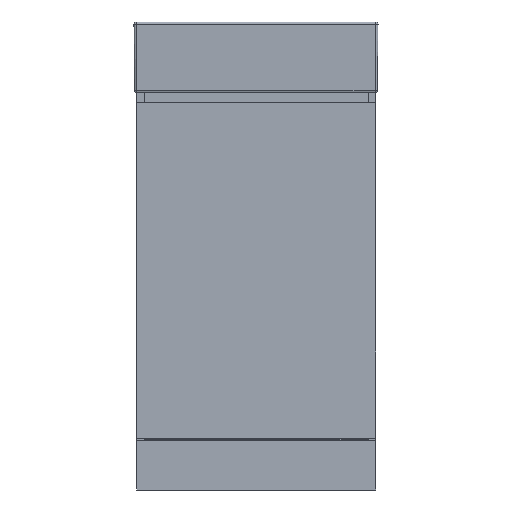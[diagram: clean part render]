
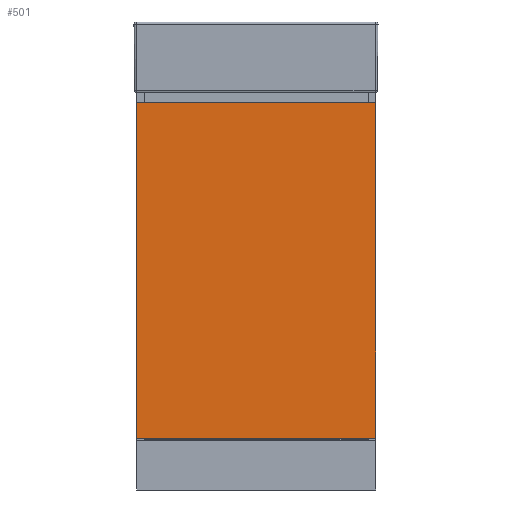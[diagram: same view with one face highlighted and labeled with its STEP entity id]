
A CAD part, front view. The second image highlights one B-rep face of the part: STEP entity #501.
In plain terms, the highlighted planar face has unit normal (0, -1, 0).
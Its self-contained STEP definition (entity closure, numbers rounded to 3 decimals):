
#501=ADVANCED_FACE('',(#2133),#23545,.T.);
#2133=FACE_OUTER_BOUND('',#3639,.T.);
#3639=EDGE_LOOP('',(#6645,#6646,#6647,#6648));
#6645=ORIENTED_EDGE('',*,*,#13329,.F.);
#6646=ORIENTED_EDGE('',*,*,#13335,.T.);
#6647=ORIENTED_EDGE('',*,*,#13336,.T.);
#6648=ORIENTED_EDGE('',*,*,#13332,.F.);
#13329=EDGE_CURVE('',#20651,#20652,#18485,.T.);
#13332=EDGE_CURVE('',#20652,#20653,#18488,.T.);
#13335=EDGE_CURVE('',#20651,#20655,#18491,.T.);
#13336=EDGE_CURVE('',#20655,#20653,#18492,.T.);
#18485=B_SPLINE_CURVE_WITH_KNOTS('',1,(#38842,#38843),.UNSPECIFIED.,.F.,
 .F.,(2,2),(-356.25,118.75),.UNSPECIFIED.);
#18488=B_SPLINE_CURVE_WITH_KNOTS('',1,(#38848,#38849),.UNSPECIFIED.,.F.,
 .F.,(2,2),(3.,687.),.UNSPECIFIED.);
#18491=B_SPLINE_CURVE_WITH_KNOTS('',1,(#38854,#38855),.UNSPECIFIED.,.F.,
 .F.,(2,2),(3.,687.),.UNSPECIFIED.);
#18492=B_SPLINE_CURVE_WITH_KNOTS('',1,(#38856,#38857),.UNSPECIFIED.,.F.,
 .F.,(2,2),(-356.25,118.75),.UNSPECIFIED.);
#20651=VERTEX_POINT('',#38790);
#20652=VERTEX_POINT('',#38791);
#20653=VERTEX_POINT('',#38792);
#20655=VERTEX_POINT('',#38794);
#23545=PLANE('',#24259);
#24259=AXIS2_PLACEMENT_3D('',#38780,#25341,$);
#25341=DIRECTION('',(0.,-1.,0.));
#38780=CARTESIAN_POINT('',(237.5,-235.,770.));
#38790=CARTESIAN_POINT('',(-237.5,-235.,770.));
#38791=CARTESIAN_POINT('',(237.5,-235.,770.));
#38792=CARTESIAN_POINT('',(237.5,-235.,103.));
#38794=CARTESIAN_POINT('',(-237.5,-235.,103.));
#38842=CARTESIAN_POINT('',(-237.5,-235.,770.));
#38843=CARTESIAN_POINT('',(237.5,-235.,770.));
#38848=CARTESIAN_POINT('',(237.5,-235.,770.));
#38849=CARTESIAN_POINT('',(237.5,-235.,103.));
#38854=CARTESIAN_POINT('',(-237.5,-235.,770.));
#38855=CARTESIAN_POINT('',(-237.5,-235.,103.));
#38856=CARTESIAN_POINT('',(-237.5,-235.,103.));
#38857=CARTESIAN_POINT('',(237.5,-235.,103.));
